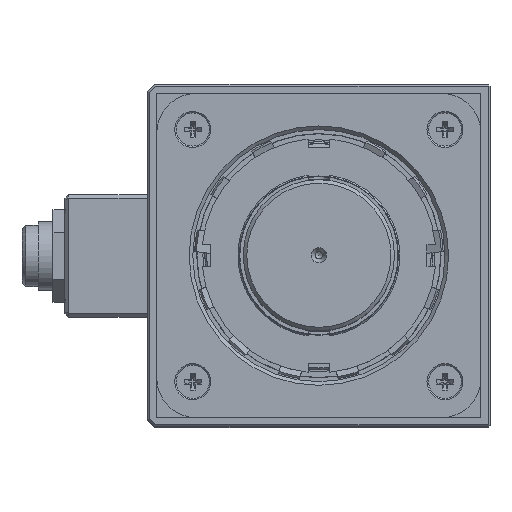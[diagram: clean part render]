
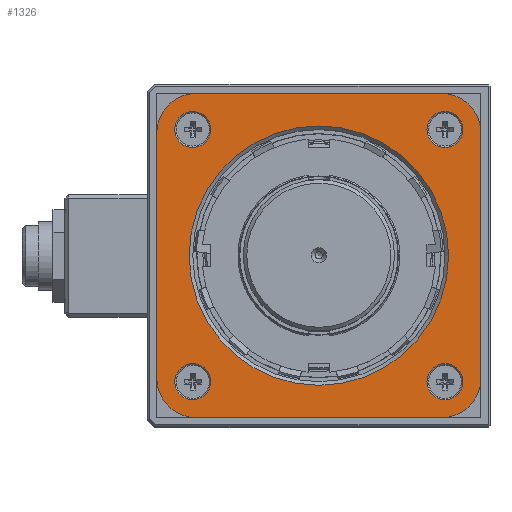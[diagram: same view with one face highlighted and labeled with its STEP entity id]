
A CAD part, top view. The second image highlights one B-rep face of the part: STEP entity #1326.
In plain terms, the highlighted planar face has unit normal (0, 0, 1).
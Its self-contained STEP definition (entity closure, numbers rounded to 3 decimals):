
#1326 = ADVANCED_FACE( '', ( #2622, #2623, #2624, #2625, #2626, #2627 ), #2628, .T. );
#2622 = FACE_BOUND( '', #4126, .T. );
#2623 = FACE_BOUND( '', #4127, .T. );
#2624 = FACE_BOUND( '', #4128, .T. );
#2625 = FACE_BOUND( '', #4129, .T. );
#2626 = FACE_BOUND( '', #4130, .T. );
#2627 = FACE_OUTER_BOUND( '', #4131, .T. );
#2628 = PLANE( '', #4132 );
#4126 = EDGE_LOOP( '', ( #6474 ) );
#4127 = EDGE_LOOP( '', ( #6475 ) );
#4128 = EDGE_LOOP( '', ( #6476 ) );
#4129 = EDGE_LOOP( '', ( #6477 ) );
#4130 = EDGE_LOOP( '', ( #6478 ) );
#4131 = EDGE_LOOP( '', ( #6479, #6480, #6481, #6482, #6483, #6484, #6485, #6486 ) );
#4132 = AXIS2_PLACEMENT_3D( '', #6487, #6488, #6489 );
#6474 = ORIENTED_EDGE( '', *, *, #9234, .T. );
#6475 = ORIENTED_EDGE( '', *, *, #8735, .T. );
#6476 = ORIENTED_EDGE( '', *, *, #8802, .T. );
#6477 = ORIENTED_EDGE( '', *, *, #9235, .T. );
#6478 = ORIENTED_EDGE( '', *, *, #9213, .T. );
#6479 = ORIENTED_EDGE( '', *, *, #8559, .T. );
#6480 = ORIENTED_EDGE( '', *, *, #9047, .T. );
#6481 = ORIENTED_EDGE( '', *, *, #8940, .T. );
#6482 = ORIENTED_EDGE( '', *, *, #9236, .T. );
#6483 = ORIENTED_EDGE( '', *, *, #8829, .T. );
#6484 = ORIENTED_EDGE( '', *, *, #9237, .T. );
#6485 = ORIENTED_EDGE( '', *, *, #8852, .T. );
#6486 = ORIENTED_EDGE( '', *, *, #9238, .T. );
#6487 = CARTESIAN_POINT( '', ( -45., -45., 10. ) );
#6488 = DIRECTION( '', ( 0., 0., 1. ) );
#6489 = DIRECTION( '', ( 1., 0., 0. ) );
#8559 = EDGE_CURVE( '', #10299, #10297, #10300, .T. );
#8735 = EDGE_CURVE( '', #10601, #10601, #10602, .T. );
#8802 = EDGE_CURVE( '', #10712, #10712, #10713, .T. );
#8829 = EDGE_CURVE( '', #10756, #10757, #10758, .T. );
#8852 = EDGE_CURVE( '', #10794, #10795, #10796, .T. );
#8940 = EDGE_CURVE( '', #10933, #10934, #10935, .T. );
#9047 = EDGE_CURVE( '', #10297, #10933, #11095, .T. );
#9213 = EDGE_CURVE( '', #11346, #11346, #11347, .T. );
#9234 = EDGE_CURVE( '', #11374, #11374, #11375, .F. );
#9235 = EDGE_CURVE( '', #11376, #11376, #11377, .T. );
#9236 = EDGE_CURVE( '', #10934, #10756, #11378, .T. );
#9237 = EDGE_CURVE( '', #10757, #10794, #11379, .T. );
#9238 = EDGE_CURVE( '', #10795, #10299, #11380, .T. );
#10297 = VERTEX_POINT( '', #12396 );
#10299 = VERTEX_POINT( '', #12399 );
#10300 = LINE( '', #12400, #12401 );
#10601 = VERTEX_POINT( '', #12865 );
#10602 = CIRCLE( '', #12866, 5. );
#10712 = VERTEX_POINT( '', #13005 );
#10713 = CIRCLE( '', #13006, 5. );
#10756 = VERTEX_POINT( '', #13071 );
#10757 = VERTEX_POINT( '', #13072 );
#10758 = LINE( '', #13073, #13074 );
#10794 = VERTEX_POINT( '', #13120 );
#10795 = VERTEX_POINT( '', #13121 );
#10796 = LINE( '', #13122, #13123 );
#10933 = VERTEX_POINT( '', #13346 );
#10934 = VERTEX_POINT( '', #13347 );
#10935 = LINE( '', #13348, #13349 );
#11095 = CIRCLE( '', #13623, 11. );
#11346 = VERTEX_POINT( '', #14112 );
#11347 = CIRCLE( '', #14113, 5. );
#11374 = VERTEX_POINT( '', #14147 );
#11375 = CIRCLE( '', #14148, 36. );
#11376 = VERTEX_POINT( '', #14149 );
#11377 = CIRCLE( '', #14150, 5. );
#11378 = CIRCLE( '', #14151, 11. );
#11379 = CIRCLE( '', #14152, 11. );
#11380 = CIRCLE( '', #14153, 11. );
#12396 = CARTESIAN_POINT( '', ( -45., -34., 10. ) );
#12399 = CARTESIAN_POINT( '', ( -45., 34., 10. ) );
#12400 = CARTESIAN_POINT( '', ( -45., 45., 10. ) );
#12401 = VECTOR( '', #15416, 1000. );
#12865 = CARTESIAN_POINT( '', ( -40., -35., 10. ) );
#12866 = AXIS2_PLACEMENT_3D( '', #15613, #15614, #15615 );
#13005 = CARTESIAN_POINT( '', ( 35., -40., 10. ) );
#13006 = AXIS2_PLACEMENT_3D( '', #15732, #15733, #15734 );
#13071 = CARTESIAN_POINT( '', ( 45., -34., 10. ) );
#13072 = CARTESIAN_POINT( '', ( 45., 34., 10. ) );
#13073 = CARTESIAN_POINT( '', ( 45., -45., 10. ) );
#13074 = VECTOR( '', #15762, 1000. );
#13120 = CARTESIAN_POINT( '', ( 34., 45., 10. ) );
#13121 = CARTESIAN_POINT( '', ( -34., 45., 10. ) );
#13122 = CARTESIAN_POINT( '', ( 45., 45., 10. ) );
#13123 = VECTOR( '', #15791, 1000. );
#13346 = CARTESIAN_POINT( '', ( -34., -45., 10. ) );
#13347 = CARTESIAN_POINT( '', ( 34., -45., 10. ) );
#13348 = CARTESIAN_POINT( '', ( -45., -45., 10. ) );
#13349 = VECTOR( '', #15875, 1000. );
#13623 = AXIS2_PLACEMENT_3D( '', #15989, #15990, #15991 );
#14112 = CARTESIAN_POINT( '', ( -35., 40., 10. ) );
#14113 = AXIS2_PLACEMENT_3D( '', #16165, #16166, #16167 );
#14147 = CARTESIAN_POINT( '', ( 36., 0., 10. ) );
#14148 = AXIS2_PLACEMENT_3D( '', #16190, #16191, #16192 );
#14149 = CARTESIAN_POINT( '', ( 40., 35., 10. ) );
#14150 = AXIS2_PLACEMENT_3D( '', #16193, #16194, #16195 );
#14151 = AXIS2_PLACEMENT_3D( '', #16196, #16197, #16198 );
#14152 = AXIS2_PLACEMENT_3D( '', #16199, #16200, #16201 );
#14153 = AXIS2_PLACEMENT_3D( '', #16202, #16203, #16204 );
#15416 = DIRECTION( '', ( 0., -1., 0. ) );
#15613 = CARTESIAN_POINT( '', ( -35., -35., 10. ) );
#15614 = DIRECTION( '', ( 0., 0., -1. ) );
#15615 = DIRECTION( '', ( -1., 0., 0. ) );
#15732 = CARTESIAN_POINT( '', ( 35., -35., 10. ) );
#15733 = DIRECTION( '', ( 0., 0., -1. ) );
#15734 = DIRECTION( '', ( 0., -1., 0. ) );
#15762 = DIRECTION( '', ( 0., 1., 0. ) );
#15791 = DIRECTION( '', ( -1., 0., 0. ) );
#15875 = DIRECTION( '', ( 1., 0., 0. ) );
#15989 = CARTESIAN_POINT( '', ( -34., -34., 10. ) );
#15990 = DIRECTION( '', ( 0., 0., 1. ) );
#15991 = DIRECTION( '', ( 1., 0., 0. ) );
#16165 = CARTESIAN_POINT( '', ( -35., 35., 10. ) );
#16166 = DIRECTION( '', ( 0., 0., -1. ) );
#16167 = DIRECTION( '', ( 0., 1., 0. ) );
#16190 = CARTESIAN_POINT( '', ( 0., 0., 10. ) );
#16191 = DIRECTION( '', ( 0., 0., 1. ) );
#16192 = DIRECTION( '', ( 1., 0., 0. ) );
#16193 = CARTESIAN_POINT( '', ( 35., 35., 10. ) );
#16194 = DIRECTION( '', ( 0., 0., -1. ) );
#16195 = DIRECTION( '', ( 1., 0., 0. ) );
#16196 = CARTESIAN_POINT( '', ( 34., -34., 10. ) );
#16197 = DIRECTION( '', ( 0., 0., 1. ) );
#16198 = DIRECTION( '', ( 1., 0., 0. ) );
#16199 = CARTESIAN_POINT( '', ( 34., 34., 10. ) );
#16200 = DIRECTION( '', ( 0., 0., 1. ) );
#16201 = DIRECTION( '', ( 1., 0., 0. ) );
#16202 = CARTESIAN_POINT( '', ( -34., 34., 10. ) );
#16203 = DIRECTION( '', ( 0., 0., 1. ) );
#16204 = DIRECTION( '', ( 1., 0., 0. ) );
